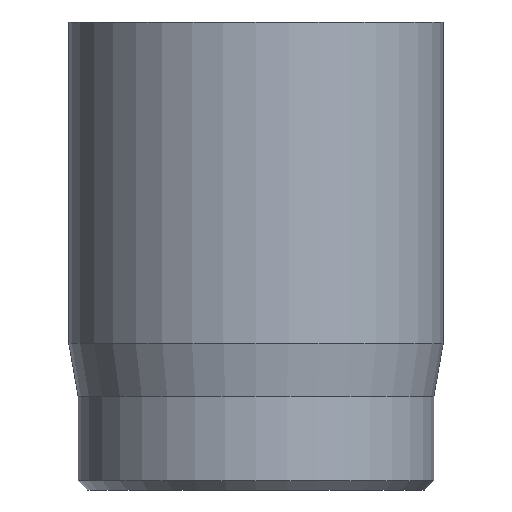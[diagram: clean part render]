
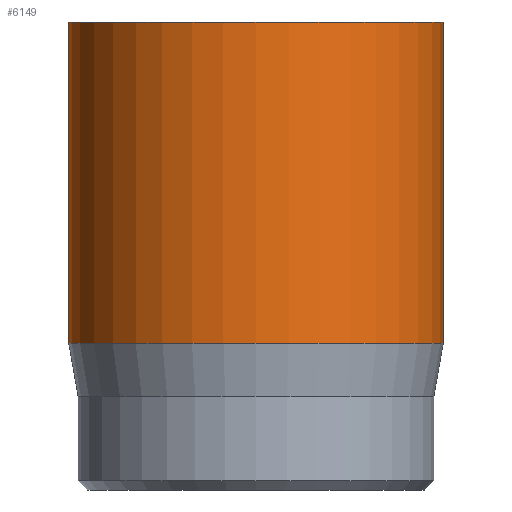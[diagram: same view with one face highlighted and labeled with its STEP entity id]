
A CAD part, front view. The second image highlights one B-rep face of the part: STEP entity #6149.
In plain terms, the highlighted cylindrical face has radius 2 mm (diameter 4 mm), a full revolution.
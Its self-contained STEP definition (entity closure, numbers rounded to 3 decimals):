
#31=CYLINDRICAL_SURFACE('',#6375,2.);
#43=CIRCLE('',#6350,2.);
#54=CIRCLE('',#6373,2.);
#55=CIRCLE('',#6374,2.);
#493=FACE_OUTER_BOUND('',#854,.T.);
#854=EDGE_LOOP('',(#5357,#5358,#5359,#5360,#5361));
#1313=LINE('',#11222,#1789);
#1789=VECTOR('',#7048,2.);
#2788=VERTEX_POINT('',#11177);
#2799=VERTEX_POINT('',#11216);
#2800=VERTEX_POINT('',#11217);
#3652=EDGE_CURVE('',#2788,#2788,#43,.T.);
#3668=EDGE_CURVE('',#2799,#2800,#54,.T.);
#3669=EDGE_CURVE('',#2800,#2799,#55,.T.);
#3671=EDGE_CURVE('',#2788,#2799,#1313,.T.);
#5357=ORIENTED_EDGE('',*,*,#3652,.T.);
#5358=ORIENTED_EDGE('',*,*,#3671,.T.);
#5359=ORIENTED_EDGE('',*,*,#3668,.T.);
#5360=ORIENTED_EDGE('',*,*,#3669,.T.);
#5361=ORIENTED_EDGE('',*,*,#3671,.F.);
#6149=ADVANCED_FACE('',(#493),#31,.T.);
#6350=AXIS2_PLACEMENT_3D('',#11178,#6990,#6991);
#6373=AXIS2_PLACEMENT_3D('',#11218,#7041,#7042);
#6374=AXIS2_PLACEMENT_3D('',#11219,#7043,#7044);
#6375=AXIS2_PLACEMENT_3D('',#11221,#7046,#7047);
#6990=DIRECTION('center_axis',(0.,0.,-1.));
#6991=DIRECTION('ref_axis',(-1.,0.,0.));
#7041=DIRECTION('center_axis',(0.,0.,1.));
#7042=DIRECTION('ref_axis',(-1.,0.,0.));
#7043=DIRECTION('center_axis',(0.,0.,1.));
#7044=DIRECTION('ref_axis',(-1.,0.,0.));
#7046=DIRECTION('center_axis',(0.,0.,1.));
#7047=DIRECTION('ref_axis',(-1.,0.,0.));
#7048=DIRECTION('',(0.,0.,-1.));
#11177=CARTESIAN_POINT('',(2.,0.,5.));
#11178=CARTESIAN_POINT('Origin',(0.,0.,5.));
#11216=CARTESIAN_POINT('',(2.,0.,1.567));
#11217=CARTESIAN_POINT('',(-2.,0.,1.567));
#11218=CARTESIAN_POINT('Origin',(0.,0.,1.567));
#11219=CARTESIAN_POINT('Origin',(0.,0.,1.567));
#11221=CARTESIAN_POINT('Origin',(0.,0.,0.));
#11222=CARTESIAN_POINT('',(2.,0.,0.));
